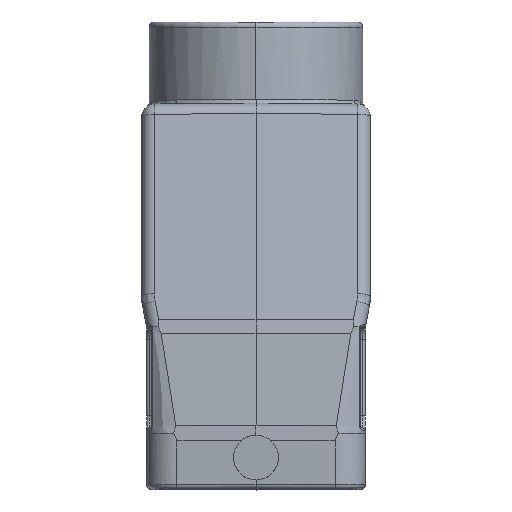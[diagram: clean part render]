
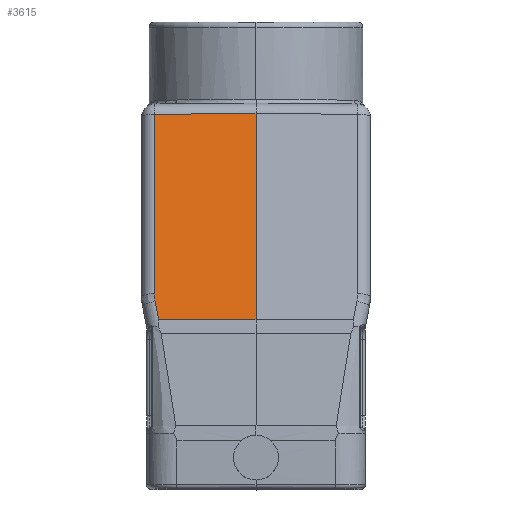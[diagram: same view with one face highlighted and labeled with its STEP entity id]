
A CAD part, top view. The second image highlights one B-rep face of the part: STEP entity #3615.
In plain terms, the highlighted planar face has unit normal (-0.009, 0.19, 0.982).
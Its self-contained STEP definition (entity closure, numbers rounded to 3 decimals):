
#614=B_SPLINE_CURVE_WITH_KNOTS('',3,(#22630,#22631,#22632,#22633),
 .UNSPECIFIED.,.F.,.F.,(4,4),(0.,1.),.UNSPECIFIED.);
#1294=FACE_OUTER_BOUND('',#4663,.T.);
#1965=LINE('',#22624,#2779);
#1966=LINE('',#22626,#2780);
#1967=LINE('',#22629,#2781);
#1968=LINE('',#22635,#2782);
#1969=LINE('',#22637,#2783);
#2779=VECTOR('',#13561,1.);
#2780=VECTOR('',#13564,1.);
#2781=VECTOR('',#13565,1.);
#2782=VECTOR('',#13566,1.);
#2783=VECTOR('',#13567,1.);
#3615=ADVANCED_FACE('',(#1294),#4131,.T.);
#4131=PLANE('',#12013);
#4663=EDGE_LOOP('',(#6379,#6380,#6381,#6382,#6383,#6384));
#6379=ORIENTED_EDGE('',*,*,#10286,.F.);
#6380=ORIENTED_EDGE('',*,*,#10287,.F.);
#6381=ORIENTED_EDGE('',*,*,#10285,.T.);
#6382=ORIENTED_EDGE('',*,*,#10288,.F.);
#6383=ORIENTED_EDGE('',*,*,#10289,.F.);
#6384=ORIENTED_EDGE('',*,*,#10290,.F.);
#8989=VERTEX_POINT('',#22621);
#8990=VERTEX_POINT('',#22623);
#8991=VERTEX_POINT('',#22627);
#8992=VERTEX_POINT('',#22628);
#8993=VERTEX_POINT('',#22634);
#8994=VERTEX_POINT('',#22636);
#10285=EDGE_CURVE('',#8989,#8990,#1965,.T.);
#10286=EDGE_CURVE('',#8991,#8992,#1966,.T.);
#10287=EDGE_CURVE('',#8989,#8991,#1967,.T.);
#10288=EDGE_CURVE('',#8993,#8990,#614,.T.);
#10289=EDGE_CURVE('',#8994,#8993,#1968,.T.);
#10290=EDGE_CURVE('',#8992,#8994,#1969,.T.);
#12013=AXIS2_PLACEMENT_3D('',#22638,#13568,#13569);
#13561=DIRECTION('',(0.,-0.982,0.19));
#13564=DIRECTION('',(0.,-0.982,0.19));
#13565=DIRECTION('',(1.,0.009,0.007));
#13566=DIRECTION('',(-0.193,0.963,-0.188));
#13567=DIRECTION('',(-1.,0.,-0.009));
#13568=DIRECTION('',(-0.009,0.19,0.982));
#13569=DIRECTION('',(0.,-0.982,0.19));
#22621=CARTESIAN_POINT('',(-20.022,19.215,36.497));
#22623=CARTESIAN_POINT('',(-20.022,-16.12,43.323));
#22624=CARTESIAN_POINT('',(-20.022,19.215,36.497));
#22626=CARTESIAN_POINT('',(0.,19.39,36.641));
#22627=CARTESIAN_POINT('',(0.,19.39,36.641));
#22628=CARTESIAN_POINT('',(0.,-21.241,44.49));
#22629=CARTESIAN_POINT('',(-20.022,19.215,36.497));
#22630=CARTESIAN_POINT('',(-19.876,-17.591,43.609));
#22631=CARTESIAN_POINT('',(-19.973,-17.107,43.514));
#22632=CARTESIAN_POINT('',(-20.022,-16.614,43.419));
#22633=CARTESIAN_POINT('',(-20.022,-16.12,43.323));
#22634=CARTESIAN_POINT('',(-19.876,-17.591,43.609));
#22635=CARTESIAN_POINT('',(-19.146,-21.241,44.32));
#22636=CARTESIAN_POINT('',(-19.146,-21.241,44.32));
#22637=CARTESIAN_POINT('',(0.,-21.241,44.49));
#22638=CARTESIAN_POINT('',(0.,-22.585,44.75));
